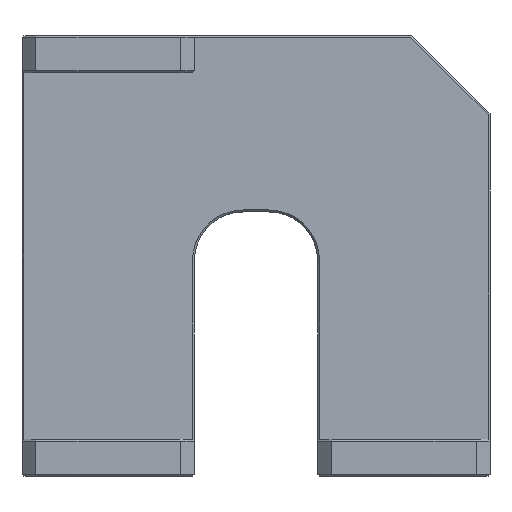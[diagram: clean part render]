
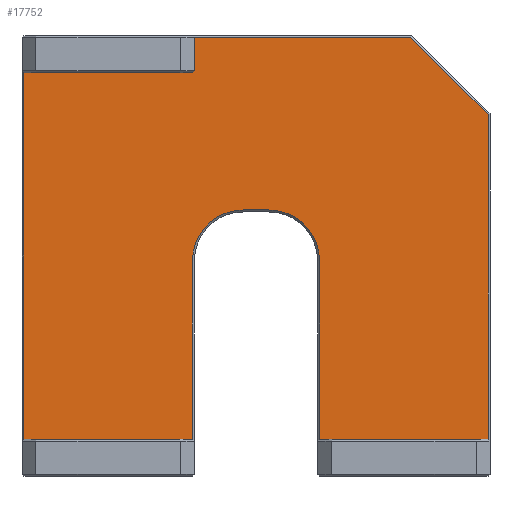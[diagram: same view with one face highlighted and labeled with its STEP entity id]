
A CAD part, front view. The second image highlights one B-rep face of the part: STEP entity #17752.
In plain terms, the highlighted planar face has unit normal (0, -1, 0).
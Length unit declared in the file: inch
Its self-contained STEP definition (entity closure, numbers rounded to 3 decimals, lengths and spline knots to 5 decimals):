
#18 = VECTOR ( 'NONE', #5905, 39.37008 ) ;
#132 = CARTESIAN_POINT ( 'NONE',  ( 0.76546, 0.24489, 1.115 ) ) ;
#187 = DIRECTION ( 'NONE',  ( 0., 0., -1. ) ) ;
#273 = DIRECTION ( 'NONE',  ( 0., 0., -1. ) ) ;
#304 = DIRECTION ( 'NONE',  ( -1., 0., 0. ) ) ;
#470 = CARTESIAN_POINT ( 'NONE',  ( -1.21906, 0.24489, -0.935 ) ) ;
#722 = ORIENTED_EDGE ( 'NONE', *, *, #10917, .F. ) ;
#901 = VECTOR ( 'NONE', #14282, 39.37008 ) ;
#1022 = VERTEX_POINT ( 'NONE', #5087 ) ;
#1124 = DIRECTION ( 'NONE',  ( -0.707, 0., -0.707 ) ) ;
#1152 = EDGE_CURVE ( 'NONE', #5703, #2422, #16736, .T. ) ;
#1397 = EDGE_CURVE ( 'NONE', #16798, #5703, #6244, .T. ) ;
#1480 = CARTESIAN_POINT ( 'NONE',  ( 0.29961, 0.24489, -0.935 ) ) ;
#1881 = LINE ( 'NONE', #13695, #13418 ) ;
#2141 = VECTOR ( 'NONE', #7848, 39.37008 ) ;
#2228 = LINE ( 'NONE', #12964, #9397 ) ;
#2422 = VERTEX_POINT ( 'NONE', #1480 ) ;
#2527 = EDGE_CURVE ( 'NONE', #14156, #12673, #8035, .T. ) ;
#2571 = CARTESIAN_POINT ( 'NONE',  ( 0.03961, 0.24489, -0.025 ) ) ;
#2654 = DIRECTION ( 'NONE',  ( 0., 0., 1. ) ) ;
#3008 = VERTEX_POINT ( 'NONE', #132 ) ;
#3142 = DIRECTION ( 'NONE',  ( 0., -1., 0. ) ) ;
#3271 = EDGE_LOOP ( 'NONE', ( #12831, #11179, #16078, #13532, #722, #11182, #19779, #9502, #8600, #13197, #13716, #8685, #15787, #19306 ) ) ;
#3352 = CARTESIAN_POINT ( 'NONE',  ( 0.03961, 0.24489, 0.235 ) ) ;
#3645 = CARTESIAN_POINT ( 'NONE',  ( -0.08906, 0.24489, -0.025 ) ) ;
#3648 = LINE ( 'NONE', #9889, #901 ) ;
#4119 = EDGE_CURVE ( 'NONE', #14156, #18803, #4315, .T. ) ;
#4315 = LINE ( 'NONE', #7866, #10407 ) ;
#4616 = CARTESIAN_POINT ( 'NONE',  ( -0.34906, 0.24489, 0.935 ) ) ;
#4667 = LINE ( 'NONE', #8969, #2141 ) ;
#4790 = PLANE ( 'NONE',  #18587 ) ;
#4971 = DIRECTION ( 'NONE',  ( 1., 0., 0. ) ) ;
#5070 = CARTESIAN_POINT ( 'NONE',  ( 1.15961, 0.24489, 0.725 ) ) ;
#5087 = CARTESIAN_POINT ( 'NONE',  ( 1.15961, 0.24489, 0.72086 ) ) ;
#5331 = CARTESIAN_POINT ( 'NONE',  ( -0.33906, 0.24489, 1.115 ) ) ;
#5703 = VERTEX_POINT ( 'NONE', #8933 ) ;
#5905 = DIRECTION ( 'NONE',  ( 0., 0., -1. ) ) ;
#6244 = CIRCLE ( 'NONE', #14394, 0.26 ) ;
#6365 = CARTESIAN_POINT ( 'NONE',  ( 1.15961, 0.24489, -0.935 ) ) ;
#6572 = LINE ( 'NONE', #7359, #7041 ) ;
#6587 = CARTESIAN_POINT ( 'NONE',  ( 1.16961, 0.24489, -0.935 ) ) ;
#6606 = VECTOR ( 'NONE', #14471, 39.37008 ) ;
#6616 = CARTESIAN_POINT ( 'NONE',  ( -1.20906, 0.24489, 0. ) ) ;
#6823 = LINE ( 'NONE', #470, #8689 ) ;
#7041 = VECTOR ( 'NONE', #1124, 39.37008 ) ;
#7190 = DIRECTION ( 'NONE',  ( 0., 1., 0. ) ) ;
#7359 = CARTESIAN_POINT ( 'NONE',  ( -0.34906, 0.24489, 0.935 ) ) ;
#7616 = EDGE_CURVE ( 'NONE', #3008, #16377, #2228, .T. ) ;
#7848 = DIRECTION ( 'NONE',  ( -0.707, 0., 0.707 ) ) ;
#7866 = CARTESIAN_POINT ( 'NONE',  ( -1.21906, 0.24489, 0.935 ) ) ;
#8035 = LINE ( 'NONE', #6616, #6606 ) ;
#8047 = EDGE_CURVE ( 'NONE', #8395, #12844, #17244, .T. ) ;
#8062 = CARTESIAN_POINT ( 'NONE',  ( -0.33906, 0.24489, 0.945 ) ) ;
#8395 = VERTEX_POINT ( 'NONE', #12610 ) ;
#8600 = ORIENTED_EDGE ( 'NONE', *, *, #11636, .F. ) ;
#8685 = ORIENTED_EDGE ( 'NONE', *, *, #19221, .T. ) ;
#8689 = VECTOR ( 'NONE', #17234, 39.37008 ) ;
#8871 = VERTEX_POINT ( 'NONE', #6365 ) ;
#8933 = CARTESIAN_POINT ( 'NONE',  ( 0.29961, 0.24489, -0.025 ) ) ;
#8969 = CARTESIAN_POINT ( 'NONE',  ( 0.92787, 0.24489, 0.95259 ) ) ;
#9085 = CARTESIAN_POINT ( 'NONE',  ( -0.34906, 0.24489, -0.935 ) ) ;
#9290 = EDGE_CURVE ( 'NONE', #13594, #8395, #3648, .T. ) ;
#9397 = VECTOR ( 'NONE', #304, 39.37008 ) ;
#9461 = VECTOR ( 'NONE', #17653, 39.37008 ) ;
#9502 = ORIENTED_EDGE ( 'NONE', *, *, #2527, .T. ) ;
#9632 = CARTESIAN_POINT ( 'NONE',  ( -0.08906, 0.24489, 0.235 ) ) ;
#9889 = CARTESIAN_POINT ( 'NONE',  ( -0.34906, 0.24489, 0. ) ) ;
#9964 = CARTESIAN_POINT ( 'NONE',  ( -1.20906, 0.24489, 0.935 ) ) ;
#10407 = VECTOR ( 'NONE', #14096, 39.37008 ) ;
#10422 = CARTESIAN_POINT ( 'NONE',  ( -0.33906, 0.24489, 1.125 ) ) ;
#10823 = EDGE_CURVE ( 'NONE', #13707, #18803, #6572, .T. ) ;
#10917 = EDGE_CURVE ( 'NONE', #13707, #16377, #15219, .T. ) ;
#11179 = ORIENTED_EDGE ( 'NONE', *, *, #14603, .T. ) ;
#11182 = ORIENTED_EDGE ( 'NONE', *, *, #10823, .T. ) ;
#11452 = EDGE_CURVE ( 'NONE', #1022, #3008, #4667, .T. ) ;
#11636 = EDGE_CURVE ( 'NONE', #13594, #12673, #6823, .T. ) ;
#12027 = CARTESIAN_POINT ( 'NONE',  ( 0.29961, 0.24489, 0. ) ) ;
#12610 = CARTESIAN_POINT ( 'NONE',  ( -0.34906, 0.24489, -0.025 ) ) ;
#12673 = VERTEX_POINT ( 'NONE', #19981 ) ;
#12831 = ORIENTED_EDGE ( 'NONE', *, *, #18650, .F. ) ;
#12844 = VERTEX_POINT ( 'NONE', #9632 ) ;
#12964 = CARTESIAN_POINT ( 'NONE',  ( -0.34906, 0.24489, 1.115 ) ) ;
#13197 = ORIENTED_EDGE ( 'NONE', *, *, #9290, .T. ) ;
#13311 = AXIS2_PLACEMENT_3D ( 'NONE', #3645, #18891, #273 ) ;
#13418 = VECTOR ( 'NONE', #4971, 39.37008 ) ;
#13532 = ORIENTED_EDGE ( 'NONE', *, *, #7616, .T. ) ;
#13594 = VERTEX_POINT ( 'NONE', #9085 ) ;
#13695 = CARTESIAN_POINT ( 'NONE',  ( 0.03961, 0.24489, 0.235 ) ) ;
#13707 = VERTEX_POINT ( 'NONE', #8062 ) ;
#13716 = ORIENTED_EDGE ( 'NONE', *, *, #8047, .T. ) ;
#14096 = DIRECTION ( 'NONE',  ( 1., 0., 0. ) ) ;
#14156 = VERTEX_POINT ( 'NONE', #9964 ) ;
#14197 = FACE_OUTER_BOUND ( 'NONE', #3271, .T. ) ;
#14282 = DIRECTION ( 'NONE',  ( 0., 0., 1. ) ) ;
#14394 = AXIS2_PLACEMENT_3D ( 'NONE', #2571, #7190, #14945 ) ;
#14471 = DIRECTION ( 'NONE',  ( 0., 0., -1. ) ) ;
#14603 = EDGE_CURVE ( 'NONE', #8871, #1022, #19189, .T. ) ;
#14945 = DIRECTION ( 'NONE',  ( 0., 0., -1. ) ) ;
#15219 = LINE ( 'NONE', #10422, #19126 ) ;
#15787 = ORIENTED_EDGE ( 'NONE', *, *, #1397, .T. ) ;
#16078 = ORIENTED_EDGE ( 'NONE', *, *, #11452, .T. ) ;
#16377 = VERTEX_POINT ( 'NONE', #5331 ) ;
#16736 = LINE ( 'NONE', #12027, #18 ) ;
#16798 = VERTEX_POINT ( 'NONE', #3352 ) ;
#17234 = DIRECTION ( 'NONE',  ( -1., 0., 0. ) ) ;
#17244 = CIRCLE ( 'NONE', #13311, 0.26 ) ;
#17269 = CARTESIAN_POINT ( 'NONE',  ( -0.02472, 0.24489, 0. ) ) ;
#17510 = LINE ( 'NONE', #6587, #19607 ) ;
#17653 = DIRECTION ( 'NONE',  ( 0., 0., 1. ) ) ;
#17752 = ADVANCED_FACE ( 'NONE', ( #14197 ), #4790, .T. ) ;
#18587 = AXIS2_PLACEMENT_3D ( 'NONE', #17269, #3142, #187 ) ;
#18650 = EDGE_CURVE ( 'NONE', #8871, #2422, #17510, .T. ) ;
#18803 = VERTEX_POINT ( 'NONE', #4616 ) ;
#18891 = DIRECTION ( 'NONE',  ( 0., 1., 0. ) ) ;
#19055 = DIRECTION ( 'NONE',  ( -1., 0., 0. ) ) ;
#19126 = VECTOR ( 'NONE', #2654, 39.37008 ) ;
#19189 = LINE ( 'NONE', #5070, #9461 ) ;
#19221 = EDGE_CURVE ( 'NONE', #12844, #16798, #1881, .T. ) ;
#19306 = ORIENTED_EDGE ( 'NONE', *, *, #1152, .T. ) ;
#19607 = VECTOR ( 'NONE', #19055, 39.37008 ) ;
#19779 = ORIENTED_EDGE ( 'NONE', *, *, #4119, .F. ) ;
#19981 = CARTESIAN_POINT ( 'NONE',  ( -1.20906, 0.24489, -0.935 ) ) ;
